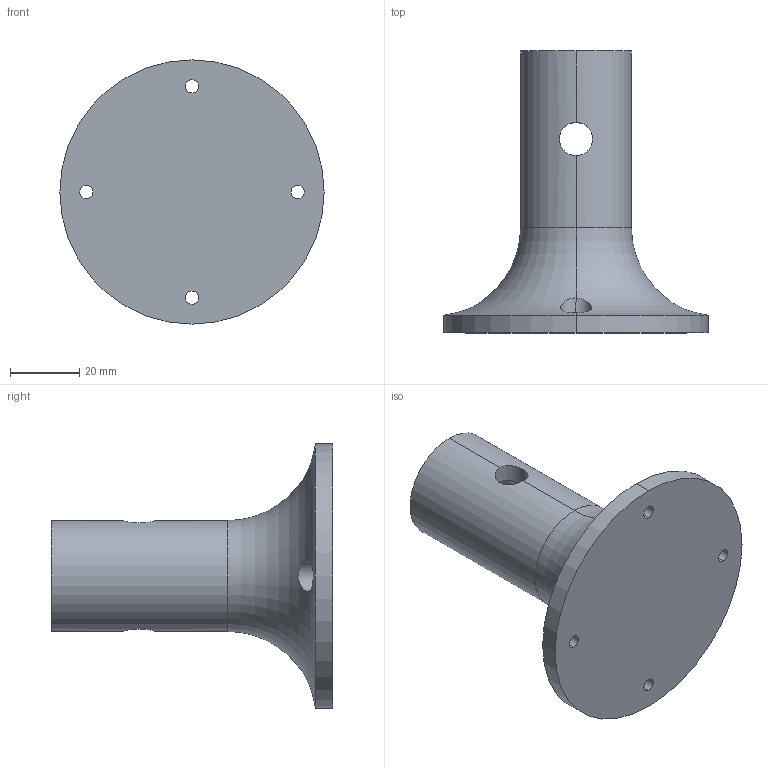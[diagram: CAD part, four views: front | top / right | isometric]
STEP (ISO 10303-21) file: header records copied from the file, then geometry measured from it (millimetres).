
FILE_DESCRIPTION (( 'STEP AP203' ), '1' );
FILE_NAME ('PVC Base.STEP', '2024-03-14T21:41:46', ( '' ), ( '' ), 'SwSTEP 2.0', 'SolidWorks 2022', '' );
FILE_SCHEMA (( 'CONFIG_CONTROL_DESIGN' ));
Length unit declared in the file: inch
Products named in the file (1): PVC Base
Bounding box: 76.2 x 81.28 x 76.2 mm (x, y, z)
Volume: 72346.7 mm3; surface area: 22858.5 mm2
Topology: 1 solids, 1 shells, 35 faces, 94 edges, 60 vertices
Faces by surface type: cylinder 26, plane 7, torus 2
Entity records: 1735 total; most frequent: CARTESIAN_POINT 766, ORIENTED_EDGE 188, DIRECTION 182, EDGE_CURVE 94, AXIS2_PLACEMENT_3D 76, VERTEX_POINT 60, EDGE_LOOP 46, CIRCLE 40
